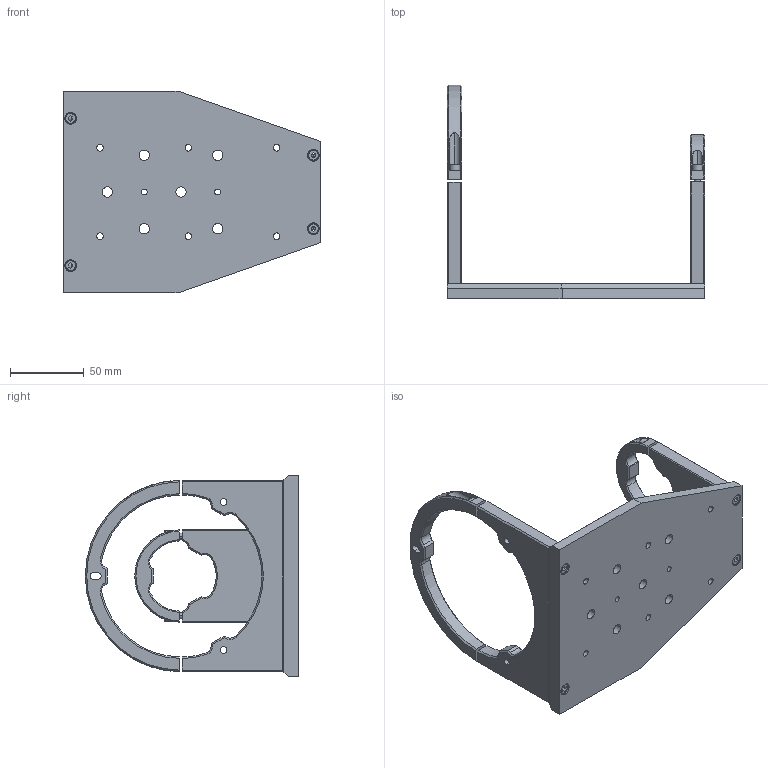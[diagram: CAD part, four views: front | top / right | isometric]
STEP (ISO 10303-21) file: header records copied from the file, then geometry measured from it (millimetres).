
FILE_DESCRIPTION (( 'STEP AP203' ), '1' );
FILE_NAME ('DP50267-A_CMHO064.step', '2021-11-12T11:16:48', ( '' ), ( '' ), 'SwSTEP 2.0', 'SolidWorks 2021', '' );
FILE_SCHEMA (( 'CONFIG_CONTROL_DESIGN' ));
Length unit declared in the file: millimetre
Products named in the file (1): DP50267-A_CMHO064
Bounding box: 175 x 145 x 137 mm (x, y, z)
Surface area: 82212.6 mm2 (no closed solid volume)
Topology: 0 solids, 15 shells, 327 faces, 892 edges, 588 vertices
Faces by surface type: plane 161, cylinder 102, cone 48, torus 16
Entity records: 10635 total; most frequent: CARTESIAN_POINT 2052, DIRECTION 1846, ORIENTED_EDGE 1622, EDGE_CURVE 892, AXIS2_PLACEMENT_3D 664, VERTEX_POINT 588, VECTOR 518, LINE 518
